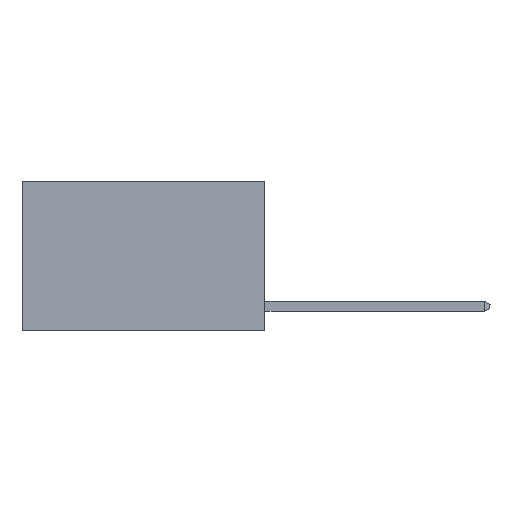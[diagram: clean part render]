
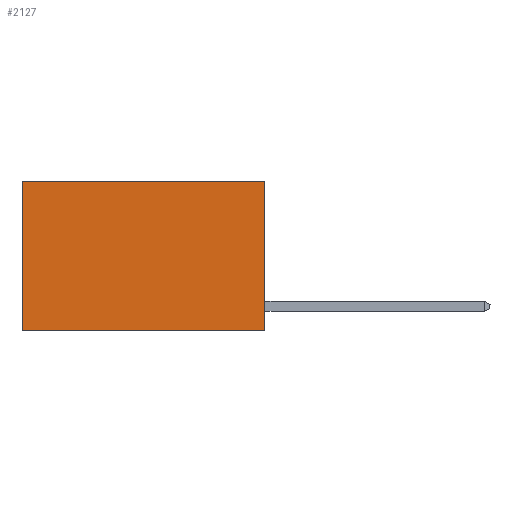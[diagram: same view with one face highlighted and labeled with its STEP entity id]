
A CAD part, left-side view. The second image highlights one B-rep face of the part: STEP entity #2127.
In plain terms, the highlighted planar face has unit normal (-1, 0, 0).
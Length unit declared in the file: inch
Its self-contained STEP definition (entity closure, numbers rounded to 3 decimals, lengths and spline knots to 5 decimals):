
#1132 = LINE ( 'NONE', #13212, #7716 ) ;
#1311 = DIRECTION ( 'NONE',  ( 0., 0., -1. ) ) ;
#1727 = DIRECTION ( 'NONE',  ( 0., 0., -1. ) ) ;
#1940 = ORIENTED_EDGE ( 'NONE', *, *, #9398, .F. ) ;
#2127 = ADVANCED_FACE ( 'NONE', ( #9372 ), #14799, .F. ) ;
#2326 = VERTEX_POINT ( 'NONE', #3498 ) ;
#2369 = CARTESIAN_POINT ( 'NONE',  ( 0.2625, 0.6, 0. ) ) ;
#3140 = DIRECTION ( 'NONE',  ( 0., 1., 0. ) ) ;
#3498 = CARTESIAN_POINT ( 'NONE',  ( 0.2625, 0.6, -0.37 ) ) ;
#4027 = VERTEX_POINT ( 'NONE', #12273 ) ;
#4401 = LINE ( 'NONE', #7242, #13673 ) ;
#4759 = EDGE_CURVE ( 'NONE', #6550, #4027, #1132, .T. ) ;
#5244 = LINE ( 'NONE', #15757, #17045 ) ;
#5719 = EDGE_CURVE ( 'NONE', #6550, #13658, #5244, .T. ) ;
#6028 = VECTOR ( 'NONE', #3140, 39.37008 ) ;
#6192 = EDGE_LOOP ( 'NONE', ( #6881, #1940, #15878, #10655 ) ) ;
#6550 = VERTEX_POINT ( 'NONE', #7779 ) ;
#6881 = ORIENTED_EDGE ( 'NONE', *, *, #9333, .T. ) ;
#7242 = CARTESIAN_POINT ( 'NONE',  ( 0.2625, 0.6, 0. ) ) ;
#7716 = VECTOR ( 'NONE', #14458, 39.37008 ) ;
#7779 = CARTESIAN_POINT ( 'NONE',  ( 0.2625, 0., 0. ) ) ;
#8052 = CARTESIAN_POINT ( 'NONE',  ( 0.2625, 0., 0. ) ) ;
#9333 = EDGE_CURVE ( 'NONE', #13658, #2326, #4401, .T. ) ;
#9372 = FACE_OUTER_BOUND ( 'NONE', #6192, .T. ) ;
#9398 = EDGE_CURVE ( 'NONE', #4027, #2326, #9891, .T. ) ;
#9891 = LINE ( 'NONE', #15315, #6028 ) ;
#10639 = DIRECTION ( 'NONE',  ( 0., 1., 0. ) ) ;
#10655 = ORIENTED_EDGE ( 'NONE', *, *, #5719, .T. ) ;
#11989 = AXIS2_PLACEMENT_3D ( 'NONE', #8052, #13478, #1311 ) ;
#12273 = CARTESIAN_POINT ( 'NONE',  ( 0.2625, 0., -0.37 ) ) ;
#13212 = CARTESIAN_POINT ( 'NONE',  ( 0.2625, 0., 0. ) ) ;
#13478 = DIRECTION ( 'NONE',  ( 1., 0., 0. ) ) ;
#13658 = VERTEX_POINT ( 'NONE', #2369 ) ;
#13673 = VECTOR ( 'NONE', #1727, 39.37008 ) ;
#14458 = DIRECTION ( 'NONE',  ( 0., 0., -1. ) ) ;
#14799 = PLANE ( 'NONE',  #11989 ) ;
#15315 = CARTESIAN_POINT ( 'NONE',  ( 0.2625, 0., -0.37 ) ) ;
#15757 = CARTESIAN_POINT ( 'NONE',  ( 0.2625, 0., 0. ) ) ;
#15878 = ORIENTED_EDGE ( 'NONE', *, *, #4759, .F. ) ;
#17045 = VECTOR ( 'NONE', #10639, 39.37008 ) ;
